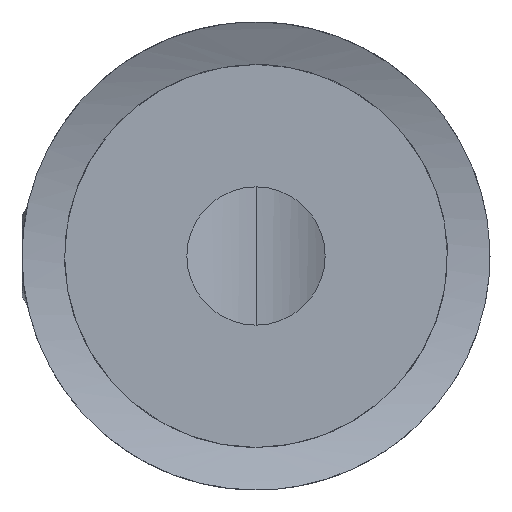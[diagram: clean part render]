
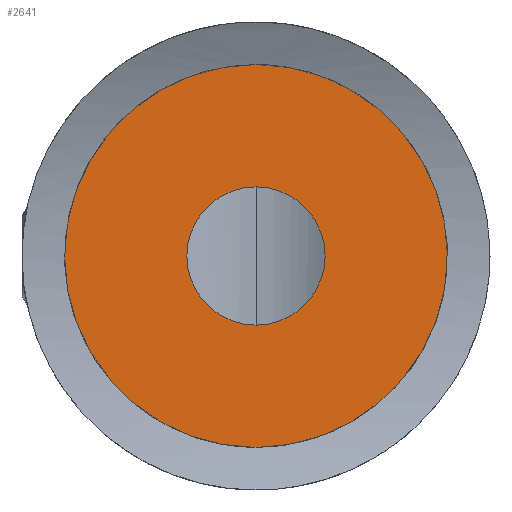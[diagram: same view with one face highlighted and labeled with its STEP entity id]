
A CAD part, left-side view. The second image highlights one B-rep face of the part: STEP entity #2641.
In plain terms, the highlighted planar face has unit normal (-1, 0, 0).
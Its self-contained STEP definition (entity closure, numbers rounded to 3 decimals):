
#10 = CARTESIAN_POINT ( 'NONE',  ( 8.5, 3.25, 0. ) ) ;
#25 = FACE_BOUND ( 'NONE', #544, .T. ) ;
#86 = EDGE_CURVE ( 'NONE', #2086, #685, #794, .T. ) ;
#245 = CIRCLE ( 'NONE', #2290, 3.25 ) ;
#252 = PLANE ( 'NONE',  #2304 ) ;
#284 = DIRECTION ( 'NONE',  ( 0., 0., 1. ) ) ;
#362 = VERTEX_POINT ( 'NONE', #1199 ) ;
#485 = EDGE_CURVE ( 'NONE', #362, #2988, #603, .T. ) ;
#533 = EDGE_LOOP ( 'NONE', ( #2931, #1107 ) ) ;
#540 = CARTESIAN_POINT ( 'NONE',  ( 8.5, 0., 0. ) ) ;
#544 = EDGE_LOOP ( 'NONE', ( #1299, #2498 ) ) ;
#603 = CIRCLE ( 'NONE', #2601, 3.25 ) ;
#685 = VERTEX_POINT ( 'NONE', #2295 ) ;
#794 = CIRCLE ( 'NONE', #1193, 9. ) ;
#831 = DIRECTION ( 'NONE',  ( -1., 0., 0. ) ) ;
#939 = DIRECTION ( 'NONE',  ( 1., 0., 0. ) ) ;
#1063 = CARTESIAN_POINT ( 'NONE',  ( 8.5, 0., 0. ) ) ;
#1107 = ORIENTED_EDGE ( 'NONE', *, *, #1426, .T. ) ;
#1168 = CARTESIAN_POINT ( 'NONE',  ( 8.5, 0., 3.25 ) ) ;
#1176 = EDGE_CURVE ( 'NONE', #2988, #362, #245, .T. ) ;
#1193 = AXIS2_PLACEMENT_3D ( 'NONE', #1063, #2454, #1258 ) ;
#1199 = CARTESIAN_POINT ( 'NONE',  ( 8.5, 0., -3.25 ) ) ;
#1258 = DIRECTION ( 'NONE',  ( 0., 0., 1. ) ) ;
#1299 = ORIENTED_EDGE ( 'NONE', *, *, #1176, .F. ) ;
#1426 = EDGE_CURVE ( 'NONE', #685, #2086, #2234, .T. ) ;
#1566 = DIRECTION ( 'NONE',  ( 0., 0., 1. ) ) ;
#1576 = CARTESIAN_POINT ( 'NONE',  ( 8.5, 0., 0. ) ) ;
#1615 = AXIS2_PLACEMENT_3D ( 'NONE', #540, #831, #1986 ) ;
#1780 = CARTESIAN_POINT ( 'NONE',  ( 8.5, 0., 0. ) ) ;
#1830 = CARTESIAN_POINT ( 'NONE',  ( 8.5, 0., 9. ) ) ;
#1856 = FACE_OUTER_BOUND ( 'NONE', #533, .T. ) ;
#1986 = DIRECTION ( 'NONE',  ( 0., 0., 1. ) ) ;
#2086 = VERTEX_POINT ( 'NONE', #1830 ) ;
#2234 = CIRCLE ( 'NONE', #1615, 9. ) ;
#2290 = AXIS2_PLACEMENT_3D ( 'NONE', #1576, #2373, #284 ) ;
#2295 = CARTESIAN_POINT ( 'NONE',  ( 8.5, 0., -9. ) ) ;
#2304 = AXIS2_PLACEMENT_3D ( 'NONE', #10, #939, #2821 ) ;
#2373 = DIRECTION ( 'NONE',  ( -1., 0., 0. ) ) ;
#2454 = DIRECTION ( 'NONE',  ( -1., 0., 0. ) ) ;
#2486 = DIRECTION ( 'NONE',  ( -1., 0., 0. ) ) ;
#2498 = ORIENTED_EDGE ( 'NONE', *, *, #485, .F. ) ;
#2601 = AXIS2_PLACEMENT_3D ( 'NONE', #1780, #2486, #1566 ) ;
#2641 = ADVANCED_FACE ( 'NONE', ( #25, #1856 ), #252, .F. ) ;
#2821 = DIRECTION ( 'NONE',  ( 0., 0., -1. ) ) ;
#2931 = ORIENTED_EDGE ( 'NONE', *, *, #86, .T. ) ;
#2988 = VERTEX_POINT ( 'NONE', #1168 ) ;
